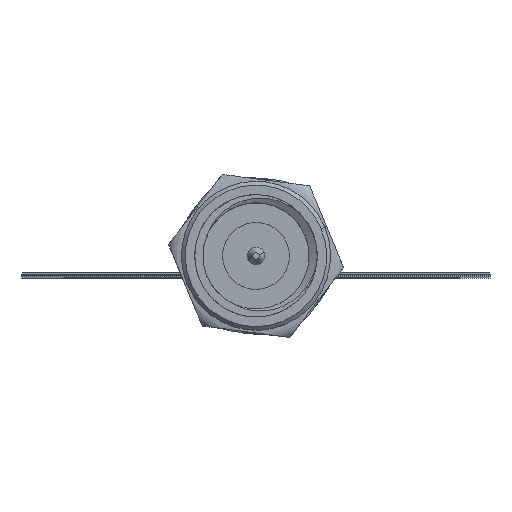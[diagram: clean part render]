
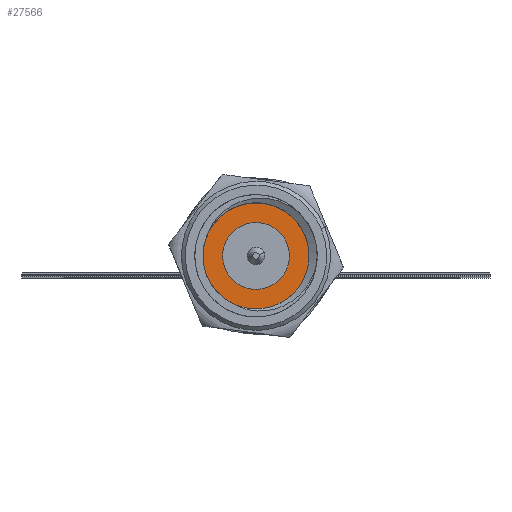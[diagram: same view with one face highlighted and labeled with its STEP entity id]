
A CAD part, top view. The second image highlights one B-rep face of the part: STEP entity #27566.
In plain terms, the highlighted planar face has unit normal (0, 0, -1).
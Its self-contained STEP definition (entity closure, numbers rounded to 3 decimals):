
#1181 = EDGE_LOOP ( 'NONE', ( #25776, #15485 ) ) ;
#1745 = CARTESIAN_POINT ( 'NONE',  ( 2.656, 1.886, 92.75 ) ) ;
#2466 = ORIENTED_EDGE ( 'NONE', *, *, #28579, .F. ) ;
#2924 = VERTEX_POINT ( 'NONE', #25567 ) ;
#3927 = EDGE_CURVE ( 'NONE', #44075, #2924, #35173, .T. ) ;
#7358 = DIRECTION ( 'NONE',  ( 0., 0., -1. ) ) ;
#10495 = CARTESIAN_POINT ( 'NONE',  ( 0., 0.785, 92.75 ) ) ;
#12859 = DIRECTION ( 'NONE',  ( -0.383, 0.924, 0. ) ) ;
#13718 = FACE_BOUND ( 'NONE', #21760, .T. ) ;
#14065 = CIRCLE ( 'NONE', #18106, 2.875 ) ;
#14793 = CARTESIAN_POINT ( 'NONE',  ( -1.247, 0.268, 92.75 ) ) ;
#14920 = VERTEX_POINT ( 'NONE', #27085 ) ;
#15485 = ORIENTED_EDGE ( 'NONE', *, *, #33651, .T. ) ;
#18106 = AXIS2_PLACEMENT_3D ( 'NONE', #46810, #7358, #28798 ) ;
#19670 = DIRECTION ( 'NONE',  ( 0., 0., -1. ) ) ;
#20715 = AXIS2_PLACEMENT_3D ( 'NONE', #45070, #41437, #12859 ) ;
#20844 = CIRCLE ( 'NONE', #27681, 1.35 ) ;
#21760 = EDGE_LOOP ( 'NONE', ( #44851, #2466 ) ) ;
#22003 = DIRECTION ( 'NONE',  ( 0., 0., -1. ) ) ;
#23408 = VERTEX_POINT ( 'NONE', #14793 ) ;
#25567 = CARTESIAN_POINT ( 'NONE',  ( -2.656, -0.316, 92.75 ) ) ;
#25776 = ORIENTED_EDGE ( 'NONE', *, *, #3927, .T. ) ;
#27085 = CARTESIAN_POINT ( 'NONE',  ( 1.247, 1.302, 92.75 ) ) ;
#27334 = PLANE ( 'NONE',  #20715 ) ;
#27566 = ADVANCED_FACE ( 'NONE', ( #37431, #13718 ), #27334, .F. ) ;
#27681 = AXIS2_PLACEMENT_3D ( 'NONE', #40841, #33396, #40687 ) ;
#28579 = EDGE_CURVE ( 'NONE', #14920, #23408, #33869, .T. ) ;
#28798 = DIRECTION ( 'NONE',  ( 0.924, 0.383, 0. ) ) ;
#29109 = DIRECTION ( 'NONE',  ( 0.924, 0.383, 0. ) ) ;
#33396 = DIRECTION ( 'NONE',  ( 0., 0., -1. ) ) ;
#33651 = EDGE_CURVE ( 'NONE', #2924, #44075, #14065, .T. ) ;
#33869 = CIRCLE ( 'NONE', #42251, 1.35 ) ;
#35173 = CIRCLE ( 'NONE', #43016, 2.875 ) ;
#37349 = CARTESIAN_POINT ( 'NONE',  ( 0., 0.785, 92.75 ) ) ;
#37431 = FACE_OUTER_BOUND ( 'NONE', #1181, .T. ) ;
#39823 = EDGE_CURVE ( 'NONE', #23408, #14920, #20844, .T. ) ;
#40687 = DIRECTION ( 'NONE',  ( -0.924, -0.383, 0. ) ) ;
#40841 = CARTESIAN_POINT ( 'NONE',  ( 0., 0.785, 92.75 ) ) ;
#41437 = DIRECTION ( 'NONE',  ( 0., 0., 1. ) ) ;
#42251 = AXIS2_PLACEMENT_3D ( 'NONE', #37349, #19670, #44946 ) ;
#43016 = AXIS2_PLACEMENT_3D ( 'NONE', #10495, #22003, #29109 ) ;
#44075 = VERTEX_POINT ( 'NONE', #1745 ) ;
#44851 = ORIENTED_EDGE ( 'NONE', *, *, #39823, .F. ) ;
#44946 = DIRECTION ( 'NONE',  ( -0.924, -0.383, 0. ) ) ;
#45070 = CARTESIAN_POINT ( 'NONE',  ( -0.517, 2.032, 92.75 ) ) ;
#46810 = CARTESIAN_POINT ( 'NONE',  ( 0., 0.785, 92.75 ) ) ;
